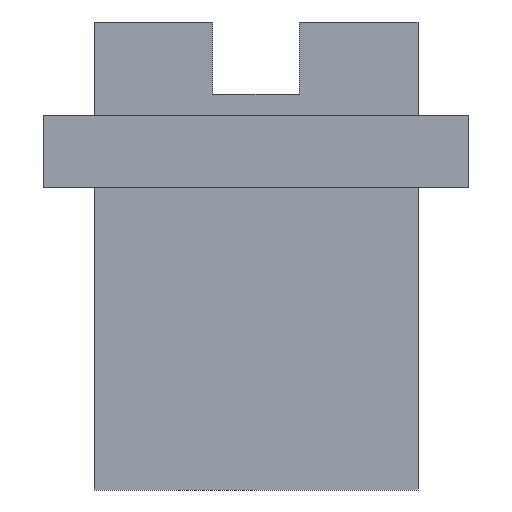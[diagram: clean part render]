
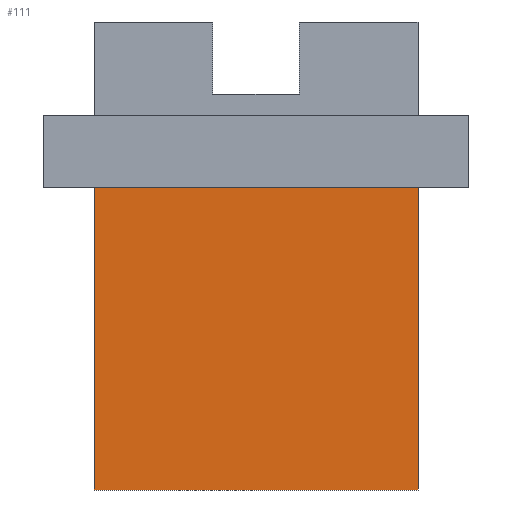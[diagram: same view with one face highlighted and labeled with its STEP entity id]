
A CAD part, front view. The second image highlights one B-rep face of the part: STEP entity #111.
In plain terms, the highlighted planar face has unit normal (0, -1, 0).
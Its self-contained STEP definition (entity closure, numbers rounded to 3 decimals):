
#12 = DIRECTION ( 'NONE',  ( 0., 0., -1. ) ) ;
#38 = VECTOR ( 'NONE', #174, 1000. ) ;
#52 = ORIENTED_EDGE ( 'NONE', *, *, #202, .T. ) ;
#57 = ORIENTED_EDGE ( 'NONE', *, *, #770, .F. ) ;
#85 = DIRECTION ( 'NONE',  ( 0., 0., 1. ) ) ;
#91 = DIRECTION ( 'NONE',  ( 0., 1., 0. ) ) ;
#103 = PLANE ( 'NONE',  #542 ) ;
#111 = ADVANCED_FACE ( 'NONE', ( #224 ), #103, .F. ) ;
#135 = DIRECTION ( 'NONE',  ( 0., 0., -1. ) ) ;
#150 = CARTESIAN_POINT ( 'NONE',  ( -22.5, -6., 42. ) ) ;
#153 = CARTESIAN_POINT ( 'NONE',  ( -22.5, -6., 42. ) ) ;
#174 = DIRECTION ( 'NONE',  ( 1., 0., 0. ) ) ;
#177 = VECTOR ( 'NONE', #12, 1000. ) ;
#186 = LINE ( 'NONE', #153, #177 ) ;
#202 = EDGE_CURVE ( 'NONE', #769, #746, #186, .T. ) ;
#211 = LINE ( 'NONE', #606, #38 ) ;
#224 = FACE_OUTER_BOUND ( 'NONE', #304, .T. ) ;
#245 = CARTESIAN_POINT ( 'NONE',  ( 22.5, -6., 42. ) ) ;
#252 = CARTESIAN_POINT ( 'NONE',  ( -22.5, -6., 0. ) ) ;
#304 = EDGE_LOOP ( 'NONE', ( #429, #432, #57, #52 ) ) ;
#364 = CARTESIAN_POINT ( 'NONE',  ( -22.5, -6., 42. ) ) ;
#378 = VECTOR ( 'NONE', #135, 1000. ) ;
#429 = ORIENTED_EDGE ( 'NONE', *, *, #528, .T. ) ;
#432 = ORIENTED_EDGE ( 'NONE', *, *, #544, .F. ) ;
#481 = CARTESIAN_POINT ( 'NONE',  ( -22.5, -6., 42. ) ) ;
#528 = EDGE_CURVE ( 'NONE', #746, #680, #211, .T. ) ;
#542 = AXIS2_PLACEMENT_3D ( 'NONE', #150, #91, #85 ) ;
#544 = EDGE_CURVE ( 'NONE', #744, #680, #809, .T. ) ;
#606 = CARTESIAN_POINT ( 'NONE',  ( -22.5, -6., 0. ) ) ;
#628 = CARTESIAN_POINT ( 'NONE',  ( 22.5, -6., 0. ) ) ;
#680 = VERTEX_POINT ( 'NONE', #628 ) ;
#744 = VERTEX_POINT ( 'NONE', #765 ) ;
#746 = VERTEX_POINT ( 'NONE', #252 ) ;
#765 = CARTESIAN_POINT ( 'NONE',  ( 22.5, -6., 42. ) ) ;
#766 = VECTOR ( 'NONE', #819, 1000. ) ;
#768 = LINE ( 'NONE', #481, #766 ) ;
#769 = VERTEX_POINT ( 'NONE', #364 ) ;
#770 = EDGE_CURVE ( 'NONE', #769, #744, #768, .T. ) ;
#809 = LINE ( 'NONE', #245, #378 ) ;
#819 = DIRECTION ( 'NONE',  ( 1., 0., 0. ) ) ;
